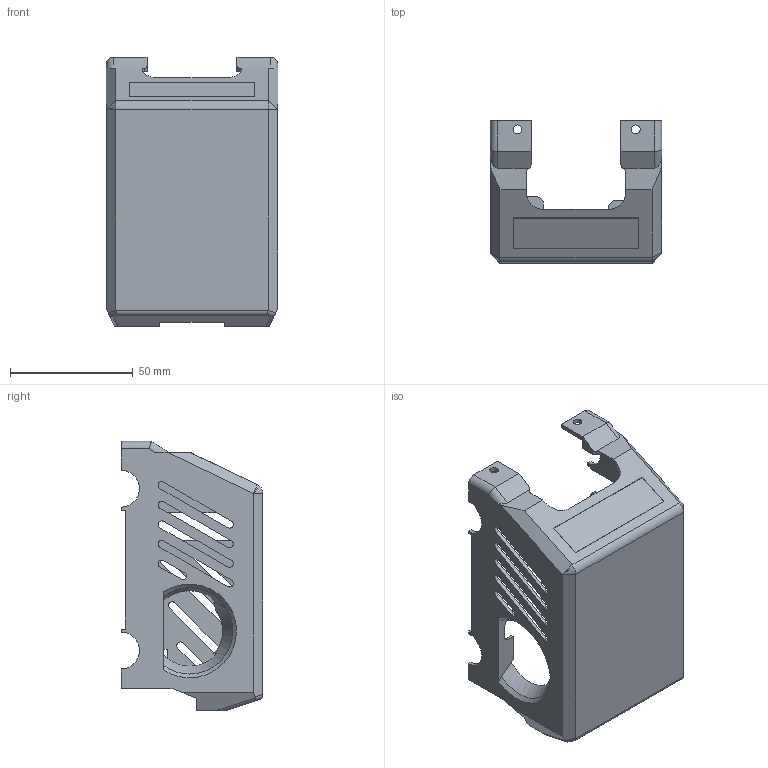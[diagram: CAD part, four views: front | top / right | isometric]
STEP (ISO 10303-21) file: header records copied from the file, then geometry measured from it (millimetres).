
FILE_DESCRIPTION(/* description */ ('STEP AP214'),/* implementation_level */ '2;1');
FILE_NAME(/* name */ 'front-cover.step',/* time_stamp */ '2025-06-27T11:58:58+02:00',/* author */ (''),/* organization */ (''),/* preprocessor_version */ 'ST-DEVELOPER v20.1',/* originating_system */ 'Autodesk Translation Framework v14.10.0.0',/* authorisation */ '');
FILE_SCHEMA (('AUTOMOTIVE_DESIGN { 1 0 10303 214 3 1 1 }'));
Length unit declared in the file: millimetre
Products named in the file (1): Íâ¿ÇÇ°
Bounding box: 70 x 57.9 x 109.8 mm (x, y, z)
Volume: 30866.3 mm3; surface area: 38614.3 mm2
Topology: 1 solids, 1 shells, 221 faces, 625 edges, 408 vertices
Faces by surface type: plane 148, cylinder 66, cone 4, bspline 3
Full cylindrical faces by diameter (mm): 3.6 x2, 4 x2
Entity records: 9207 total; most frequent: CARTESIAN_POINT 3321, ORIENTED_EDGE 1242, DIRECTION 1178, EDGE_CURVE 621, LINE 470, VECTOR 470, VERTEX_POINT 408, AXIS2_PLACEMENT_3D 354
